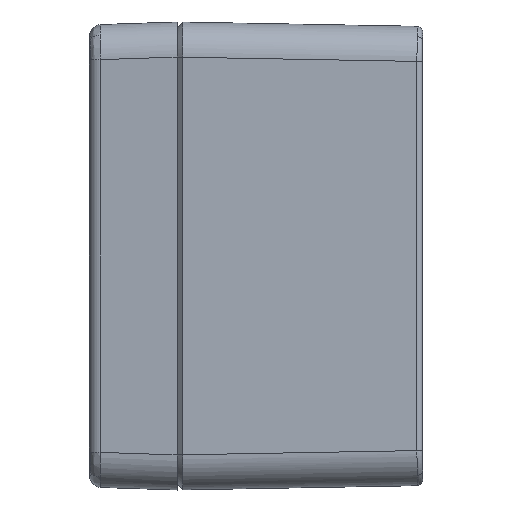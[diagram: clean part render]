
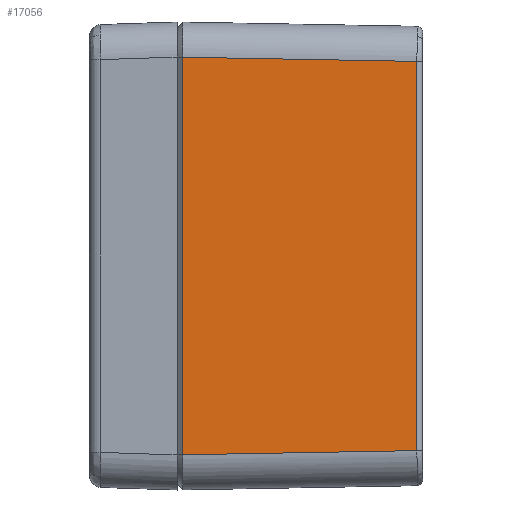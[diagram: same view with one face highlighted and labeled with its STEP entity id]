
A CAD part, left-side view. The second image highlights one B-rep face of the part: STEP entity #17056.
In plain terms, the highlighted planar face has unit normal (-1, -0.018, 0).
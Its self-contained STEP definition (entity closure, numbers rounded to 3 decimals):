
#561=LINE('',#27144,#1718);
#562=LINE('',#27146,#1719);
#563=LINE('',#27148,#1720);
#564=LINE('',#27149,#1721);
#1718=VECTOR('',#20064,1000.);
#1719=VECTOR('',#20065,1000.);
#1720=VECTOR('',#20066,1000.);
#1721=VECTOR('',#20067,1000.);
#2697=PLANE('',#18350);
#4632=FACE_OUTER_BOUND('',#5868,.T.);
#5868=EDGE_LOOP('',(#12338,#12339,#12340,#12341));
#7677=VERTEX_POINT('',#23854);
#8031=VERTEX_POINT('',#27143);
#8032=VERTEX_POINT('',#27145);
#8033=VERTEX_POINT('',#27147);
#9695=EDGE_CURVE('',#7677,#8031,#561,.T.);
#9696=EDGE_CURVE('',#8031,#8032,#562,.T.);
#9697=EDGE_CURVE('',#8032,#8033,#563,.T.);
#9698=EDGE_CURVE('',#8033,#7677,#564,.T.);
#12338=ORIENTED_EDGE('',*,*,#9695,.T.);
#12339=ORIENTED_EDGE('',*,*,#9696,.T.);
#12340=ORIENTED_EDGE('',*,*,#9697,.T.);
#12341=ORIENTED_EDGE('',*,*,#9698,.T.);
#17056=ADVANCED_FACE('',(#4632),#2697,.T.);
#18350=AXIS2_PLACEMENT_3D('',#27142,#20062,#20063);
#20062=DIRECTION('center_axis',(-1.,-0.018,
0.));
#20063=DIRECTION('ref_axis',(0.018,-1.,0.));
#20064=DIRECTION('',(-0.018,1.,0.018));
#20065=DIRECTION('',(0.,0.,-1.));
#20066=DIRECTION('',(0.018,-1.,0.018));
#20067=DIRECTION('',(0.,0.,1.));
#23854=CARTESIAN_POINT('',(-86.768,-41.018,33.268));
#27142=CARTESIAN_POINT('Origin',(-87.5,0.,-40.));
#27143=CARTESIAN_POINT('',(-87.482,-0.993,33.983));
#27144=CARTESIAN_POINT('',(-87.476,-1.321,33.977));
#27145=CARTESIAN_POINT('',(-87.482,-0.993,-33.983));
#27146=CARTESIAN_POINT('',(-87.482,-0.993,-40.));
#27147=CARTESIAN_POINT('',(-86.768,-41.018,-33.268));
#27148=CARTESIAN_POINT('',(-87.502,0.107,-34.003));
#27149=CARTESIAN_POINT('',(-86.768,-41.018,33.251));
